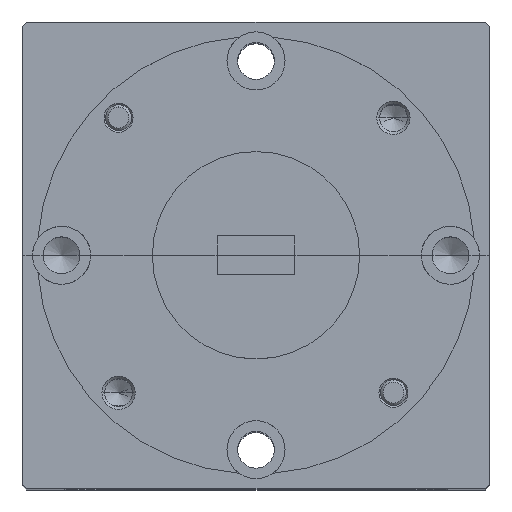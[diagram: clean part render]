
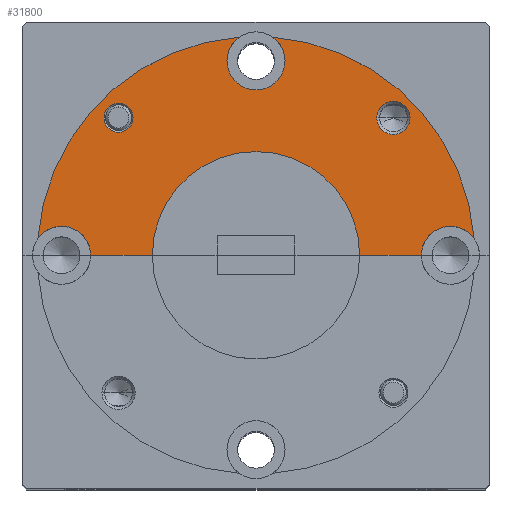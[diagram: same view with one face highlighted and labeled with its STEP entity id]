
A CAD part, top view. The second image highlights one B-rep face of the part: STEP entity #31800.
In plain terms, the highlighted planar face has unit normal (0, 0, 1).
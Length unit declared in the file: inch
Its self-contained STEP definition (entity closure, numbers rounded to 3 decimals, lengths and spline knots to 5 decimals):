
#767 = VECTOR ( 'NONE', #52053, 39.37008 ) ;
#2761 = ORIENTED_EDGE ( 'NONE', *, *, #48969, .T. ) ;
#3300 = AXIS2_PLACEMENT_3D ( 'NONE', #25694, #70146, #47600 ) ;
#3874 = AXIS2_PLACEMENT_3D ( 'NONE', #27773, #22712, #66516 ) ;
#5283 = DIRECTION ( 'NONE',  ( 0., 0., -1. ) ) ;
#5610 = CIRCLE ( 'NONE', #69003, 0.5275 ) ;
#5695 = DIRECTION ( 'NONE',  ( 0., 0., -1. ) ) ;
#6145 = CARTESIAN_POINT ( 'NONE',  ( 0.5625, 0.28125, 0.98 ) ) ;
#6551 = PLANE ( 'NONE',  #3874 ) ;
#6627 = CIRCLE ( 'NONE', #52691, 0.035 ) ;
#6765 = CIRCLE ( 'NONE', #66394, 0.25 ) ;
#7105 = VERTEX_POINT ( 'NONE', #53112 ) ;
#7210 = VERTEX_POINT ( 'NONE', #69507 ) ;
#7773 = EDGE_CURVE ( 'NONE', #44228, #7105, #13535, .T. ) ;
#8470 = CARTESIAN_POINT ( 'NONE',  ( 0., 0.75, 0.98 ) ) ;
#8759 = AXIS2_PLACEMENT_3D ( 'NONE', #19173, #46114, #68408 ) ;
#10169 = CIRCLE ( 'NONE', #18417, 0.04 ) ;
#11032 = CARTESIAN_POINT ( 'NONE',  ( -0.07, 0.75, 0.98 ) ) ;
#11252 = CARTESIAN_POINT ( 'NONE',  ( -0.46875, 0.28125, 0.98 ) ) ;
#11878 = DIRECTION ( 'NONE',  ( -1., 0., 0. ) ) ;
#11887 = ORIENTED_EDGE ( 'NONE', *, *, #59508, .T. ) ;
#13273 = DIRECTION ( 'NONE',  ( 0., 0., -1. ) ) ;
#13309 = CARTESIAN_POINT ( 'NONE',  ( 0.5625, 0.28125, 0.98 ) ) ;
#13374 = VERTEX_POINT ( 'NONE', #24008 ) ;
#13535 = LINE ( 'NONE', #6145, #31449 ) ;
#13588 = CIRCLE ( 'NONE', #65407, 0.07 ) ;
#13594 = CARTESIAN_POINT ( 'NONE',  ( 0., 0.28125, 0.98 ) ) ;
#15703 = ORIENTED_EDGE ( 'NONE', *, *, #45368, .T. ) ;
#17248 = ORIENTED_EDGE ( 'NONE', *, *, #50418, .F. ) ;
#18002 = EDGE_LOOP ( 'NONE', ( #49370, #39876, #35936, #58534, #11887, #15703, #63325, #20560, #23066, #2761 ) ) ;
#18076 = CARTESIAN_POINT ( 'NONE',  ( -0.33146, 0.61271, 0.98 ) ) ;
#18374 = FACE_BOUND ( 'NONE', #69002, .T. ) ;
#18417 = AXIS2_PLACEMENT_3D ( 'NONE', #68521, #20450, #25716 ) ;
#19173 = CARTESIAN_POINT ( 'NONE',  ( 0.46875, 0.28125, 0.98 ) ) ;
#19337 = CIRCLE ( 'NONE', #8759, 0.07 ) ;
#19620 = AXIS2_PLACEMENT_3D ( 'NONE', #44831, #50272, #55974 ) ;
#20450 = DIRECTION ( 'NONE',  ( 0., 0., 1. ) ) ;
#20560 = ORIENTED_EDGE ( 'NONE', *, *, #38301, .T. ) ;
#20782 = EDGE_CURVE ( 'NONE', #21044, #39370, #65649, .T. ) ;
#21044 = VERTEX_POINT ( 'NONE', #63956 ) ;
#21651 = CIRCLE ( 'NONE', #3300, 0.035 ) ;
#22332 = DIRECTION ( 'NONE',  ( 1., 0., 0. ) ) ;
#22712 = DIRECTION ( 'NONE',  ( 0., 0., 1. ) ) ;
#23066 = ORIENTED_EDGE ( 'NONE', *, *, #64562, .T. ) ;
#23831 = DIRECTION ( 'NONE',  ( -1., 0., 0. ) ) ;
#23932 = DIRECTION ( 'NONE',  ( 0., 0., -1. ) ) ;
#23944 = CARTESIAN_POINT ( 'NONE',  ( -0.25, 0.28125, 0.98 ) ) ;
#24008 = CARTESIAN_POINT ( 'NONE',  ( -0.36646, 0.61271, 0.98 ) ) ;
#24672 = ORIENTED_EDGE ( 'NONE', *, *, #20782, .F. ) ;
#24815 = CARTESIAN_POINT ( 'NONE',  ( 0.04034, 0.80721, 0.98 ) ) ;
#25008 = VERTEX_POINT ( 'NONE', #57508 ) ;
#25694 = CARTESIAN_POINT ( 'NONE',  ( -0.33146, 0.61271, 0.98 ) ) ;
#25716 = DIRECTION ( 'NONE',  ( 1., 0., 0. ) ) ;
#25921 = EDGE_CURVE ( 'NONE', #25008, #64007, #57122, .T. ) ;
#27194 = EDGE_LOOP ( 'NONE', ( #17248, #27241 ) ) ;
#27241 = ORIENTED_EDGE ( 'NONE', *, *, #54280, .F. ) ;
#27773 = CARTESIAN_POINT ( 'NONE',  ( 0., 0.28125, 0.98 ) ) ;
#28088 = DIRECTION ( 'NONE',  ( 0., 0., -1. ) ) ;
#28126 = AXIS2_PLACEMENT_3D ( 'NONE', #8470, #23932, #56994 ) ;
#29009 = DIRECTION ( 'NONE',  ( -1., 0., 0. ) ) ;
#29922 = CARTESIAN_POINT ( 'NONE',  ( 0.52596, 0.32159, 0.98 ) ) ;
#30130 = VERTEX_POINT ( 'NONE', #23944 ) ;
#31385 = EDGE_CURVE ( 'NONE', #38083, #31581, #5610, .T. ) ;
#31449 = VECTOR ( 'NONE', #44035, 39.37008 ) ;
#31581 = VERTEX_POINT ( 'NONE', #29922 ) ;
#31800 = ADVANCED_FACE ( 'NONE', ( #18374, #53273, #47353 ), #6551, .T. ) ;
#32843 = EDGE_CURVE ( 'NONE', #38083, #40090, #55746, .T. ) ;
#35521 = DIRECTION ( 'NONE',  ( 0., 0., -1. ) ) ;
#35936 = ORIENTED_EDGE ( 'NONE', *, *, #31385, .F. ) ;
#37498 = DIRECTION ( 'NONE',  ( 1., 0., 0. ) ) ;
#38083 = VERTEX_POINT ( 'NONE', #24815 ) ;
#38301 = EDGE_CURVE ( 'NONE', #25008, #65716, #13588, .T. ) ;
#39314 = DIRECTION ( 'NONE',  ( 0., 0., 1. ) ) ;
#39370 = VERTEX_POINT ( 'NONE', #58784 ) ;
#39876 = ORIENTED_EDGE ( 'NONE', *, *, #66969, .T. ) ;
#40090 = VERTEX_POINT ( 'NONE', #57445 ) ;
#44035 = DIRECTION ( 'NONE',  ( 1., 0., 0. ) ) ;
#44228 = VERTEX_POINT ( 'NONE', #45098 ) ;
#44544 = CARTESIAN_POINT ( 'NONE',  ( 0., 0.28125, 0.98 ) ) ;
#44831 = CARTESIAN_POINT ( 'NONE',  ( 0.33146, 0.61271, 0.98 ) ) ;
#45098 = CARTESIAN_POINT ( 'NONE',  ( 0.25, 0.28125, 0.98 ) ) ;
#45368 = EDGE_CURVE ( 'NONE', #48418, #64007, #69110, .T. ) ;
#45580 = CARTESIAN_POINT ( 'NONE',  ( -0.04034, 0.80721, 0.98 ) ) ;
#45596 = AXIS2_PLACEMENT_3D ( 'NONE', #60888, #28088, #22332 ) ;
#46114 = DIRECTION ( 'NONE',  ( 0., 0., -1. ) ) ;
#47353 = FACE_OUTER_BOUND ( 'NONE', #18002, .T. ) ;
#47600 = DIRECTION ( 'NONE',  ( 1., 0., 0. ) ) ;
#48097 = CARTESIAN_POINT ( 'NONE',  ( -0.39875, 0.28125, 0.98 ) ) ;
#48418 = VERTEX_POINT ( 'NONE', #11032 ) ;
#48639 = EDGE_CURVE ( 'NONE', #39370, #21044, #10169, .T. ) ;
#48969 = EDGE_CURVE ( 'NONE', #30130, #44228, #6765, .T. ) ;
#49370 = ORIENTED_EDGE ( 'NONE', *, *, #7773, .T. ) ;
#50272 = DIRECTION ( 'NONE',  ( 0., 0., 1. ) ) ;
#50418 = EDGE_CURVE ( 'NONE', #7210, #13374, #6627, .T. ) ;
#52053 = DIRECTION ( 'NONE',  ( 1., 0., 0. ) ) ;
#52691 = AXIS2_PLACEMENT_3D ( 'NONE', #18076, #39314, #55703 ) ;
#53112 = CARTESIAN_POINT ( 'NONE',  ( 0.39875, 0.28125, 0.98 ) ) ;
#53273 = FACE_BOUND ( 'NONE', #27194, .T. ) ;
#53896 = CARTESIAN_POINT ( 'NONE',  ( 0., 0.75, 0.98 ) ) ;
#54176 = AXIS2_PLACEMENT_3D ( 'NONE', #13594, #35521, #23831 ) ;
#54280 = EDGE_CURVE ( 'NONE', #13374, #7210, #21651, .T. ) ;
#55703 = DIRECTION ( 'NONE',  ( 1., 0., 0. ) ) ;
#55746 = CIRCLE ( 'NONE', #28126, 0.07 ) ;
#55974 = DIRECTION ( 'NONE',  ( 1., 0., 0. ) ) ;
#56446 = ORIENTED_EDGE ( 'NONE', *, *, #48639, .F. ) ;
#56831 = CIRCLE ( 'NONE', #45596, 0.07 ) ;
#56994 = DIRECTION ( 'NONE',  ( 1., 0., 0. ) ) ;
#57122 = CIRCLE ( 'NONE', #54176, 0.5275 ) ;
#57445 = CARTESIAN_POINT ( 'NONE',  ( 0.07, 0.75, 0.98 ) ) ;
#57508 = CARTESIAN_POINT ( 'NONE',  ( -0.52596, 0.32159, 0.98 ) ) ;
#58534 = ORIENTED_EDGE ( 'NONE', *, *, #32843, .T. ) ;
#58784 = CARTESIAN_POINT ( 'NONE',  ( 0.29146, 0.61271, 0.98 ) ) ;
#59508 = EDGE_CURVE ( 'NONE', #40090, #48418, #56831, .T. ) ;
#60888 = CARTESIAN_POINT ( 'NONE',  ( 0., 0.75, 0.98 ) ) ;
#61109 = CARTESIAN_POINT ( 'NONE',  ( 0., 0.28125, 0.98 ) ) ;
#63325 = ORIENTED_EDGE ( 'NONE', *, *, #25921, .F. ) ;
#63956 = CARTESIAN_POINT ( 'NONE',  ( 0.37146, 0.61271, 0.98 ) ) ;
#64007 = VERTEX_POINT ( 'NONE', #45580 ) ;
#64562 = EDGE_CURVE ( 'NONE', #65716, #30130, #67930, .T. ) ;
#65407 = AXIS2_PLACEMENT_3D ( 'NONE', #11252, #5283, #65484 ) ;
#65484 = DIRECTION ( 'NONE',  ( 1., 0., 0. ) ) ;
#65649 = CIRCLE ( 'NONE', #19620, 0.04 ) ;
#65716 = VERTEX_POINT ( 'NONE', #48097 ) ;
#66394 = AXIS2_PLACEMENT_3D ( 'NONE', #44544, #5695, #11878 ) ;
#66516 = DIRECTION ( 'NONE',  ( -1., 0., 0. ) ) ;
#66601 = AXIS2_PLACEMENT_3D ( 'NONE', #53896, #70035, #37498 ) ;
#66969 = EDGE_CURVE ( 'NONE', #7105, #31581, #19337, .T. ) ;
#67930 = LINE ( 'NONE', #13309, #767 ) ;
#68408 = DIRECTION ( 'NONE',  ( 1., 0., 0. ) ) ;
#68521 = CARTESIAN_POINT ( 'NONE',  ( 0.33146, 0.61271, 0.98 ) ) ;
#69002 = EDGE_LOOP ( 'NONE', ( #24672, #56446 ) ) ;
#69003 = AXIS2_PLACEMENT_3D ( 'NONE', #61109, #13273, #29009 ) ;
#69110 = CIRCLE ( 'NONE', #66601, 0.07 ) ;
#69507 = CARTESIAN_POINT ( 'NONE',  ( -0.29646, 0.61271, 0.98 ) ) ;
#70035 = DIRECTION ( 'NONE',  ( 0., 0., -1. ) ) ;
#70146 = DIRECTION ( 'NONE',  ( 0., 0., 1. ) ) ;
